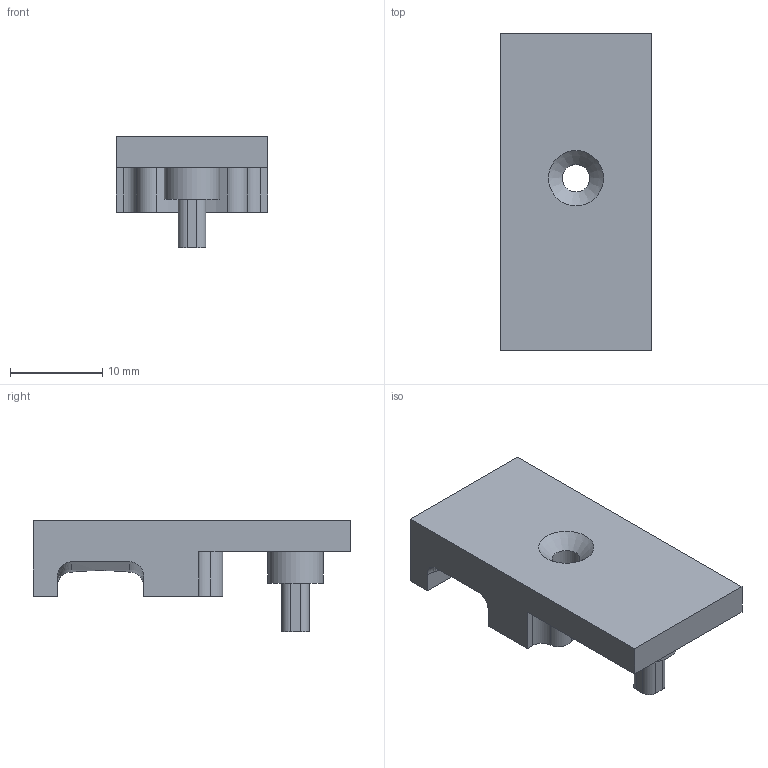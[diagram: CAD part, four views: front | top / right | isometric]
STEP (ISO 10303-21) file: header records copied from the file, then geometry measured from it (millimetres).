
FILE_DESCRIPTION(/* description */ ('STEP AP214'),/* implementation_level */ '2;1');
FILE_NAME(/* name */ '2.4 Hindfoot Yaw Guide 2 Metal.stp',/* time_stamp */ '2023-04-13T12:03:33+06:00',/* author */ ('shailesh suthar'),/* organization */ (''),/* preprocessor_version */ 'ST-DEVELOPER v18.1',/* originating_system */ 'Autodesk Inventor 2022',/* authorisation */ '');
FILE_SCHEMA (('AUTOMOTIVE_DESIGN { 1 0 10303 214 3 1 1 }'));
Length unit declared in the file: millimetre
Products named in the file (1): 2.4 Hindfoot Yaw Guide  2 Metal
Bounding box: 16.5 x 34.5 x 12.06 mm (x, y, z)
Volume: 3005.2 mm3; surface area: 2086.9 mm2
Topology: 1 solids, 1 shells, 46 faces, 122 edges, 81 vertices
Faces by surface type: plane 25, cylinder 18, torus 2, cone 1
Full cylindrical faces by diameter (mm): 3 x1, 6 x1
Entity records: 1547 total; most frequent: CARTESIAN_POINT 333, DIRECTION 245, ORIENTED_EDGE 244, EDGE_CURVE 122, AXIS2_PLACEMENT_3D 86, VERTEX_POINT 81, LINE 73, VECTOR 73
